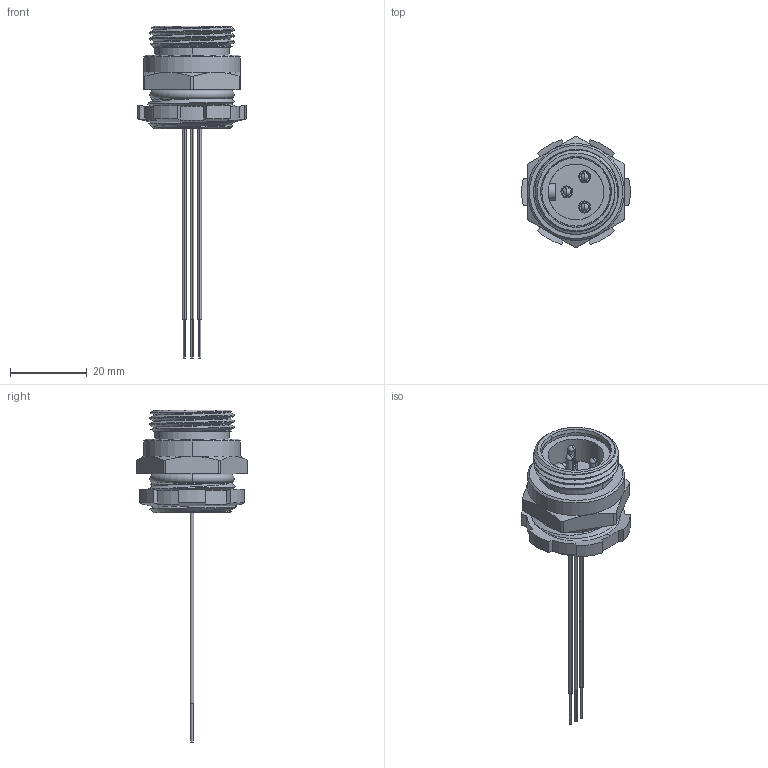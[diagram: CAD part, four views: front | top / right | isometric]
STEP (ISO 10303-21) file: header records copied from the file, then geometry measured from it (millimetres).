
FILE_DESCRIPTION((''),'2;1');
FILE_NAME('250144_SM01_ASM','2026-04-01T09:56:36',('banengservice'),('BANNER ENGINEERING'),'CREO PARAMETRIC BY PTC INC, 2022414','CREO PARAMETRIC BY PTC INC, 2022414','');
FILE_SCHEMA(('CONFIG_CONTROL_DESIGN'));
Length unit declared in the file: millimetre
Products named in the file (2): 250144_EP01; 250144_SM01_ASM
Assembly tree (1 placements, depth 2):
  250144_SM01_ASM
    250144_EP01
Bounding box: 28.35 x 28.85 x 86.8 mm (x, y, z)
Volume: 7948.6 mm3; surface area: 7229.7 mm2
Topology: 4 solids, 4 shells, 198 faces, 457 edges, 283 vertices
Faces by surface type: cylinder 85, plane 51, cone 36, bspline 12, torus 8, sphere 6
Entity records: 9067 total; most frequent: CARTESIAN_POINT 4591, DIRECTION 950, ORIENTED_EDGE 890, EDGE_CURVE 445, AXIS2_PLACEMENT_3D 404, VERTEX_POINT 283, EDGE_LOOP 226, CIRCLE 215
